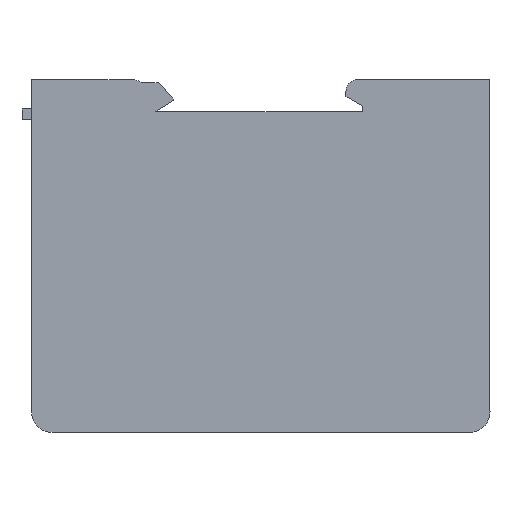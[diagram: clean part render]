
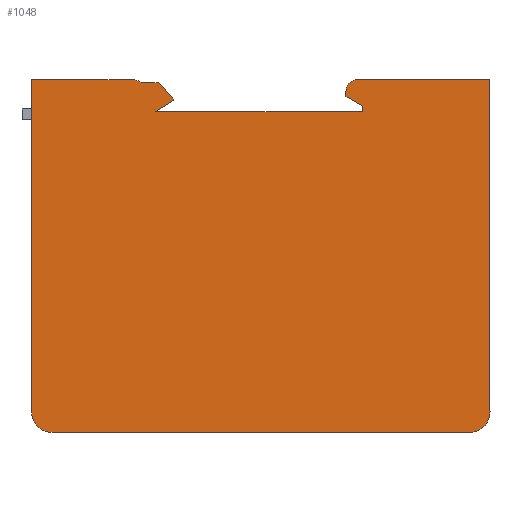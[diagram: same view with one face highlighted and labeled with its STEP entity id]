
A CAD part, front view. The second image highlights one B-rep face of the part: STEP entity #1048.
In plain terms, the highlighted planar face has unit normal (0, -1, 0).
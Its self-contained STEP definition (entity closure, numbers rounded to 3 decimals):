
#17=DIRECTION('',(1.,0.,0.));
#18=VECTOR('',#17,17.3);
#19=CARTESIAN_POINT('',(-38.195,0.,30.));
#20=LINE('',#19,#18);
#21=CARTESIAN_POINT('',(-20.895,0.,28.));
#22=DIRECTION('',(0.,1.,0.));
#23=DIRECTION('',(0.,0.,1.));
#24=AXIS2_PLACEMENT_3D('',#21,#22,#23);
#26=DIRECTION('',(1.,0.,0.014));
#27=VECTOR('',#26,2.71);
#28=CARTESIAN_POINT('',(-19.533,0.,29.465));
#29=LINE('',#28,#27);
#30=CARTESIAN_POINT('',(-16.764,0.,29.008));
#31=DIRECTION('',(0.,1.,0.));
#32=DIRECTION('',(-0.119,0.,0.993));
#33=AXIS2_PLACEMENT_3D('',#30,#31,#32);
#35=DIRECTION('',(0.655,0.,-0.756));
#36=VECTOR('',#35,3.712);
#37=CARTESIAN_POINT('',(-16.386,0.,29.335));
#38=LINE('',#37,#36);
#39=DIRECTION('',(-0.84,0.,-0.543));
#40=VECTOR('',#39,3.737);
#41=CARTESIAN_POINT('',(-13.957,0.,26.529));
#42=LINE('',#41,#40);
#43=DIRECTION('',(1.,0.,0.));
#44=VECTOR('',#43,35.2);
#45=CARTESIAN_POINT('',(-17.095,0.,24.5));
#46=LINE('',#45,#44);
#47=DIRECTION('',(0.,0.,1.));
#48=VECTOR('',#47,1.);
#49=CARTESIAN_POINT('',(18.105,0.,24.5));
#50=LINE('',#49,#48);
#51=DIRECTION('',(-0.866,0.,0.5));
#52=VECTOR('',#51,3.233);
#53=CARTESIAN_POINT('',(18.105,0.,25.5));
#54=LINE('',#53,#52);
#55=DIRECTION('',(0.,0.,1.));
#56=VECTOR('',#55,0.883);
#57=CARTESIAN_POINT('',(15.305,0.,27.117));
#58=LINE('',#57,#56);
#59=CARTESIAN_POINT('',(17.305,0.,28.));
#60=DIRECTION('',(0.,1.,0.));
#61=DIRECTION('',(-1.,0.,0.));
#62=AXIS2_PLACEMENT_3D('',#59,#60,#61);
#64=DIRECTION('',(1.,0.,0.));
#65=VECTOR('',#64,22.5);
#66=CARTESIAN_POINT('',(17.305,0.,30.));
#67=LINE('',#66,#65);
#68=DIRECTION('',(0.,0.,-1.));
#69=VECTOR('',#68,56.5);
#70=CARTESIAN_POINT('',(39.805,0.,30.));
#71=LINE('',#70,#69);
#72=CARTESIAN_POINT('',(36.305,0.,-26.5));
#73=DIRECTION('',(0.,1.,0.));
#74=DIRECTION('',(1.,0.,0.));
#75=AXIS2_PLACEMENT_3D('',#72,#73,#74);
#77=DIRECTION('',(-1.,0.,0.));
#78=VECTOR('',#77,71.);
#79=CARTESIAN_POINT('',(36.305,0.,-30.));
#80=LINE('',#79,#78);
#81=CARTESIAN_POINT('',(-34.695,0.,-26.5));
#82=DIRECTION('',(0.,1.,0.));
#83=DIRECTION('',(0.,0.,-1.));
#84=AXIS2_PLACEMENT_3D('',#81,#82,#83);
#90=DIRECTION('',(0.,0.,-1.));
#91=VECTOR('',#90,56.5);
#92=CARTESIAN_POINT('',(-38.195,0.,30.));
#93=LINE('',#92,#91);
#771=CARTESIAN_POINT('',(-38.195,0.,30.));
#772=CARTESIAN_POINT('',(-38.195,0.,-26.5));
#773=VERTEX_POINT('',#771);
#774=VERTEX_POINT('',#772);
#775=CARTESIAN_POINT('',(-20.895,0.,30.));
#776=VERTEX_POINT('',#775);
#777=CARTESIAN_POINT('',(-19.533,0.,29.465));
#778=VERTEX_POINT('',#777);
#779=CARTESIAN_POINT('',(-16.823,0.,29.504));
#780=VERTEX_POINT('',#779);
#781=CARTESIAN_POINT('',(-16.386,0.,29.335));
#782=VERTEX_POINT('',#781);
#783=CARTESIAN_POINT('',(-13.957,0.,26.529));
#784=VERTEX_POINT('',#783);
#785=CARTESIAN_POINT('',(-17.095,0.,24.5));
#786=VERTEX_POINT('',#785);
#787=CARTESIAN_POINT('',(18.105,0.,24.5));
#788=VERTEX_POINT('',#787);
#789=CARTESIAN_POINT('',(18.105,0.,25.5));
#790=VERTEX_POINT('',#789);
#791=CARTESIAN_POINT('',(15.305,0.,27.117));
#792=VERTEX_POINT('',#791);
#793=CARTESIAN_POINT('',(15.305,0.,28.));
#794=VERTEX_POINT('',#793);
#795=CARTESIAN_POINT('',(17.305,0.,30.));
#796=VERTEX_POINT('',#795);
#797=CARTESIAN_POINT('',(39.805,0.,30.));
#798=VERTEX_POINT('',#797);
#799=CARTESIAN_POINT('',(39.805,0.,-26.5));
#800=VERTEX_POINT('',#799);
#801=CARTESIAN_POINT('',(36.305,0.,-30.));
#802=VERTEX_POINT('',#801);
#803=CARTESIAN_POINT('',(-34.695,0.,-30.));
#804=VERTEX_POINT('',#803);
#1007=CARTESIAN_POINT('',(0.,0.,0.));
#1008=DIRECTION('',(0.,1.,0.));
#1009=DIRECTION('',(1.,0.,0.));
#1010=AXIS2_PLACEMENT_3D('',#1007,#1008,#1009);
#1011=PLANE('',#1010);
#1013=ORIENTED_EDGE('',*,*,#1012,.F.);
#1015=ORIENTED_EDGE('',*,*,#1014,.T.);
#1017=ORIENTED_EDGE('',*,*,#1016,.T.);
#1019=ORIENTED_EDGE('',*,*,#1018,.T.);
#1021=ORIENTED_EDGE('',*,*,#1020,.T.);
#1023=ORIENTED_EDGE('',*,*,#1022,.T.);
#1025=ORIENTED_EDGE('',*,*,#1024,.T.);
#1027=ORIENTED_EDGE('',*,*,#1026,.T.);
#1029=ORIENTED_EDGE('',*,*,#1028,.T.);
#1031=ORIENTED_EDGE('',*,*,#1030,.T.);
#1033=ORIENTED_EDGE('',*,*,#1032,.T.);
#1035=ORIENTED_EDGE('',*,*,#1034,.T.);
#1037=ORIENTED_EDGE('',*,*,#1036,.T.);
#1039=ORIENTED_EDGE('',*,*,#1038,.T.);
#1041=ORIENTED_EDGE('',*,*,#1040,.T.);
#1043=ORIENTED_EDGE('',*,*,#1042,.T.);
#1045=ORIENTED_EDGE('',*,*,#1044,.T.);
#1046=EDGE_LOOP('',(#1013,#1015,#1017,#1019,#1021,#1023,#1025,#1027,#1029,#1031,
#1033,#1035,#1037,#1039,#1041,#1043,#1045));
#1047=FACE_OUTER_BOUND('',#1046,.F.);
#1048=ADVANCED_FACE('',(#1047),#1011,.F.);
#25=CIRCLE('',#24,2.);
#34=CIRCLE('',#33,0.5);
#63=CIRCLE('',#62,2.);
#76=CIRCLE('',#75,3.5);
#85=CIRCLE('',#84,3.5);
#1012=EDGE_CURVE('',#773,#774,#93,.T.);
#1014=EDGE_CURVE('',#773,#776,#20,.T.);
#1016=EDGE_CURVE('',#776,#778,#25,.T.);
#1018=EDGE_CURVE('',#778,#780,#29,.T.);
#1020=EDGE_CURVE('',#780,#782,#34,.T.);
#1022=EDGE_CURVE('',#782,#784,#38,.T.);
#1024=EDGE_CURVE('',#784,#786,#42,.T.);
#1026=EDGE_CURVE('',#786,#788,#46,.T.);
#1028=EDGE_CURVE('',#788,#790,#50,.T.);
#1030=EDGE_CURVE('',#790,#792,#54,.T.);
#1032=EDGE_CURVE('',#792,#794,#58,.T.);
#1034=EDGE_CURVE('',#794,#796,#63,.T.);
#1036=EDGE_CURVE('',#796,#798,#67,.T.);
#1038=EDGE_CURVE('',#798,#800,#71,.T.);
#1040=EDGE_CURVE('',#800,#802,#76,.T.);
#1042=EDGE_CURVE('',#802,#804,#80,.T.);
#1044=EDGE_CURVE('',#804,#774,#85,.T.);
